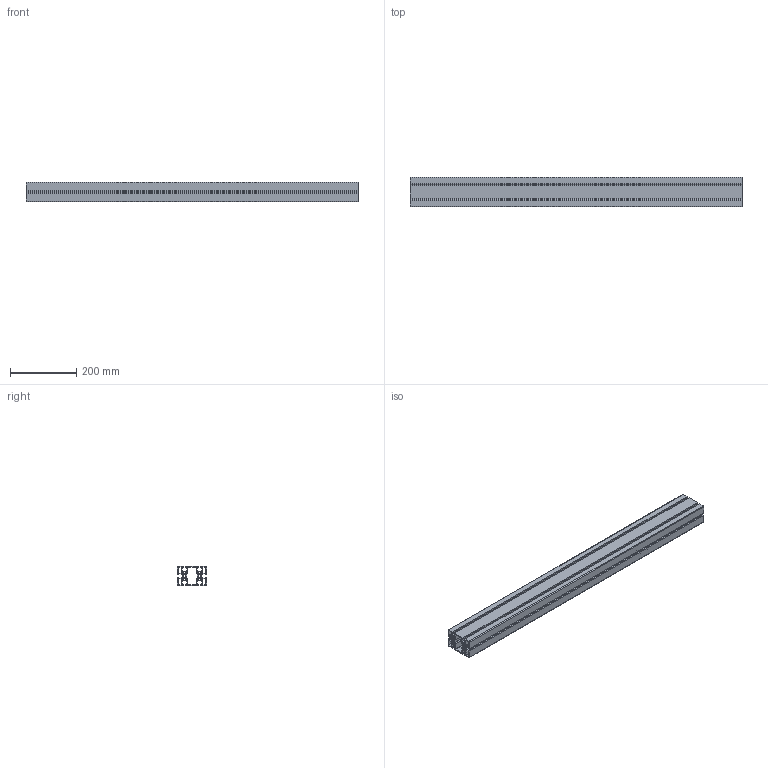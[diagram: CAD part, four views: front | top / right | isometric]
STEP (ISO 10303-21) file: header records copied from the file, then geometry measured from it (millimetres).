
FILE_DESCRIPTION(/* description */ ('PROF.ALL. 60X90 6A'),/* implementation_level */ '2;1');
FILE_NAME(/* name */ 'BPRDD0001222.stp',/* time_stamp */ '2022-07-07T11:39:46+02:00',/* author */ ('tecnico7'),/* organization */ (''),/* preprocessor_version */ 'ST-DEVELOPER v18.1',/* originating_system */ 'Autodesk Inventor 2022',/* authorisation */ '');
FILE_SCHEMA (('AUTOMOTIVE_DESIGN { 1 0 10303 214 3 1 1 }'));
Length unit declared in the file: millimetre
Products named in the file (1): BPRDD0001222
Bounding box: 1000 x 90 x 60 mm (x, y, z)
Volume: 1692581.8 mm3; surface area: 1093340.7 mm2
Topology: 1 solids, 1 shells, 244 faces, 726 edges, 484 vertices
Faces by surface type: plane 176, cylinder 68
Full cylindrical faces by diameter (mm): 7.3 x2
Entity records: 8233 total; most frequent: CARTESIAN_POINT 1455, ORIENTED_EDGE 1452, DIRECTION 1352, EDGE_CURVE 726, LINE 590, VECTOR 590, VERTEX_POINT 484, AXIS2_PLACEMENT_3D 381
